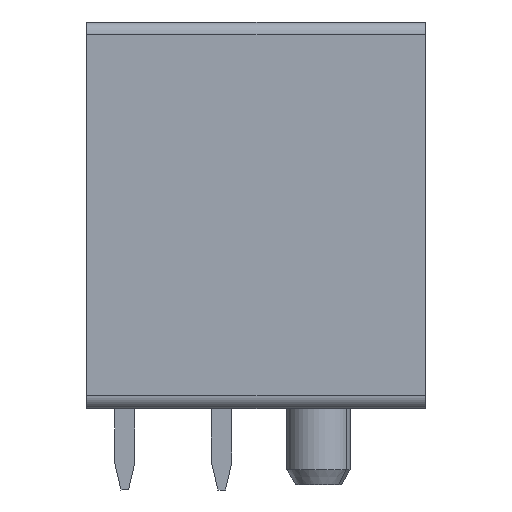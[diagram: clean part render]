
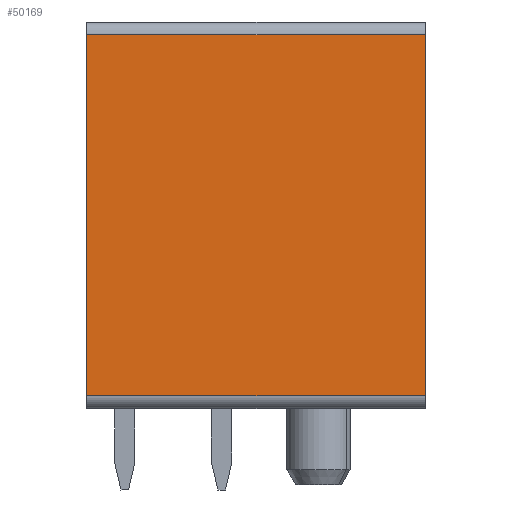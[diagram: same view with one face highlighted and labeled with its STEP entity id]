
A CAD part, left-side view. The second image highlights one B-rep face of the part: STEP entity #50169.
In plain terms, the highlighted planar face has unit normal (-1, 0, 0).
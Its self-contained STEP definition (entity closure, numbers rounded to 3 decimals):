
#50161=AXIS2_PLACEMENT_3D('Plane Axis2P3D',#50158,#50159,#50160) ;
#294=CARTESIAN_POINT('Vertex',(0.,0.,17.9)) ;
#297=CARTESIAN_POINT('Line Origine',(0.,0.,10.8)) ;
#301=CARTESIAN_POINT('Vertex',(0.,0.,3.7)) ;
#6573=CARTESIAN_POINT('Vertex',(0.,13.3,3.7)) ;
#6576=CARTESIAN_POINT('Line Origine',(0.,13.3,10.8)) ;
#6580=CARTESIAN_POINT('Vertex',(0.,13.3,17.9)) ;
#50129=CARTESIAN_POINT('Line Origine',(0.,6.65,17.9)) ;
#50146=CARTESIAN_POINT('Line Origine',(0.,6.65,3.7)) ;
#50158=CARTESIAN_POINT('Axis2P3D Location',(0.,0.,0.)) ;
#298=DIRECTION('Vector Direction',(0.,0.,-1.)) ;
#6577=DIRECTION('Vector Direction',(0.,0.,1.)) ;
#50130=DIRECTION('Vector Direction',(0.,1.,0.)) ;
#50147=DIRECTION('Vector Direction',(0.,1.,0.)) ;
#50159=DIRECTION('Axis2P3D Direction',(-1.,0.,0.)) ;
#50160=DIRECTION('Axis2P3D XDirection',(0.,-1.,0.)) ;
#299=VECTOR('Line Direction',#298,1.) ;
#6578=VECTOR('Line Direction',#6577,1.) ;
#50131=VECTOR('Line Direction',#50130,1.) ;
#50148=VECTOR('Line Direction',#50147,1.) ;
#50164=ORIENTED_EDGE('',*,*,#303,.T.) ;
#50165=ORIENTED_EDGE('',*,*,#50133,.T.) ;
#50166=ORIENTED_EDGE('',*,*,#6582,.T.) ;
#50167=ORIENTED_EDGE('',*,*,#50150,.T.) ;
#50169=ADVANCED_FACE('HOUSING',(#50168),#50162,.T.) ;
#303=EDGE_CURVE('',#302,#295,#300,.F.) ;
#6582=EDGE_CURVE('',#6581,#6574,#6579,.F.) ;
#50133=EDGE_CURVE('',#295,#6581,#50132,.T.) ;
#50150=EDGE_CURVE('',#6574,#302,#50149,.F.) ;
#50163=EDGE_LOOP('',(#50164,#50165,#50166,#50167)) ;
#50168=FACE_OUTER_BOUND('',#50163,.T.) ;
#300=LINE('Line',#297,#299) ;
#6579=LINE('Line',#6576,#6578) ;
#50132=LINE('Line',#50129,#50131) ;
#50149=LINE('Line',#50146,#50148) ;
#50162=PLANE('',#50161) ;
#295=VERTEX_POINT('',#294) ;
#302=VERTEX_POINT('',#301) ;
#6574=VERTEX_POINT('',#6573) ;
#6581=VERTEX_POINT('',#6580) ;
